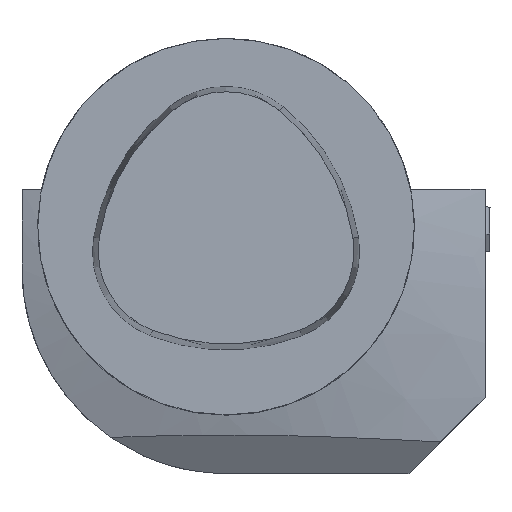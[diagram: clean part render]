
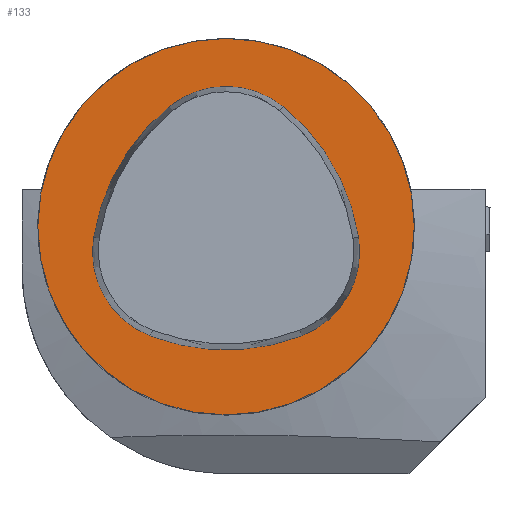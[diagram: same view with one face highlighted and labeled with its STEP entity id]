
A CAD part, top view. The second image highlights one B-rep face of the part: STEP entity #133.
In plain terms, the highlighted planar face has unit normal (0, 0, 1).
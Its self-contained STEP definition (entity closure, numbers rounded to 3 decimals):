
#97=CIRCLE('',#1072,25.);
#133=ADVANCED_FACE('',(#232),#184,.T.);
#184=PLANE('',#1078);
#232=FACE_OUTER_BOUND('',#293,.T.);
#293=EDGE_LOOP('',(#478));
#478=ORIENTED_EDGE('',*,*,#774,.F.);
#660=VERTEX_POINT('',#1638);
#774=EDGE_CURVE('',#660,#660,#97,.T.);
#1072=AXIS2_PLACEMENT_3D('',#1637,#1269,#1270);
#1078=AXIS2_PLACEMENT_3D('',#1656,#1285,#1286);
#1269=DIRECTION('',(0.,0.,-1.));
#1270=DIRECTION('',(0.,-1.,0.));
#1285=DIRECTION('',(0.,0.,1.));
#1286=DIRECTION('',(0.,1.,0.));
#1637=CARTESIAN_POINT('',(0.,0.,0.));
#1638=CARTESIAN_POINT('',(0.,-25.,0.));
#1656=CARTESIAN_POINT('',(25.,0.,0.));
